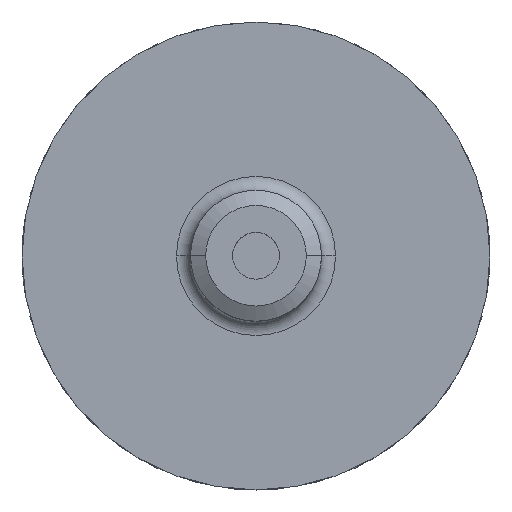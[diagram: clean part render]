
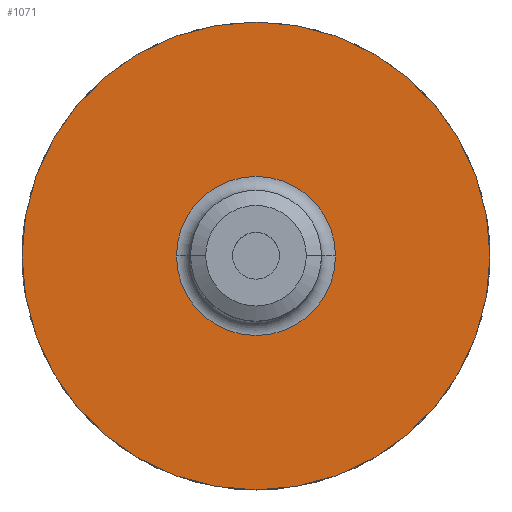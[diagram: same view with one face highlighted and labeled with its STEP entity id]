
A CAD part, top view. The second image highlights one B-rep face of the part: STEP entity #1071.
In plain terms, the highlighted planar face has unit normal (0, 0, 1).
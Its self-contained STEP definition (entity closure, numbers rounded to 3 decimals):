
#45 = DIRECTION ( 'NONE',  ( 0., 0., -1. ) ) ;
#59 = CIRCLE ( 'NONE', #1816, 50. ) ;
#66 = CARTESIAN_POINT ( 'NONE',  ( -50., 0., 38. ) ) ;
#107 = CARTESIAN_POINT ( 'NONE',  ( 0., 0., 38. ) ) ;
#141 = VERTEX_POINT ( 'NONE', #1885 ) ;
#142 = AXIS2_PLACEMENT_3D ( 'NONE', #1506, #1220, #1830 ) ;
#193 = PLANE ( 'NONE',  #445 ) ;
#199 = DIRECTION ( 'NONE',  ( 0., 0., -1. ) ) ;
#361 = CARTESIAN_POINT ( 'NONE',  ( -17., 0., 38. ) ) ;
#403 = DIRECTION ( 'NONE',  ( 0., 0., -1. ) ) ;
#445 = AXIS2_PLACEMENT_3D ( 'NONE', #1687, #1803, #486 ) ;
#486 = DIRECTION ( 'NONE',  ( -1., 0., 0. ) ) ;
#523 = CARTESIAN_POINT ( 'NONE',  ( 0., 0., 38. ) ) ;
#571 = EDGE_CURVE ( 'NONE', #1729, #141, #1396, .T. ) ;
#598 = ORIENTED_EDGE ( 'NONE', *, *, #1761, .T. ) ;
#673 = ORIENTED_EDGE ( 'NONE', *, *, #1532, .F. ) ;
#706 = FACE_OUTER_BOUND ( 'NONE', #970, .T. ) ;
#832 = ORIENTED_EDGE ( 'NONE', *, *, #1849, .F. ) ;
#842 = DIRECTION ( 'NONE',  ( -1., 0., 0. ) ) ;
#949 = DIRECTION ( 'NONE',  ( -1., 0., 0. ) ) ;
#962 = CARTESIAN_POINT ( 'NONE',  ( 0., 0., 38. ) ) ;
#970 = EDGE_LOOP ( 'NONE', ( #673, #832 ) ) ;
#1047 = AXIS2_PLACEMENT_3D ( 'NONE', #962, #45, #949 ) ;
#1060 = FACE_BOUND ( 'NONE', #1179, .T. ) ;
#1071 = ADVANCED_FACE ( 'NONE', ( #1060, #706 ), #193, .F. ) ;
#1087 = AXIS2_PLACEMENT_3D ( 'NONE', #523, #199, #1100 ) ;
#1100 = DIRECTION ( 'NONE',  ( -1., 0., 0. ) ) ;
#1111 = VERTEX_POINT ( 'NONE', #66 ) ;
#1179 = EDGE_LOOP ( 'NONE', ( #1531, #598 ) ) ;
#1220 = DIRECTION ( 'NONE',  ( 0., 0., -1. ) ) ;
#1396 = CIRCLE ( 'NONE', #142, 17. ) ;
#1413 = CIRCLE ( 'NONE', #1087, 17. ) ;
#1506 = CARTESIAN_POINT ( 'NONE',  ( 0., 0., 38. ) ) ;
#1531 = ORIENTED_EDGE ( 'NONE', *, *, #571, .T. ) ;
#1532 = EDGE_CURVE ( 'NONE', #1111, #1679, #1602, .T. ) ;
#1602 = CIRCLE ( 'NONE', #1047, 50. ) ;
#1679 = VERTEX_POINT ( 'NONE', #1894 ) ;
#1687 = CARTESIAN_POINT ( 'NONE',  ( 0., 0., 38. ) ) ;
#1729 = VERTEX_POINT ( 'NONE', #361 ) ;
#1761 = EDGE_CURVE ( 'NONE', #141, #1729, #1413, .T. ) ;
#1803 = DIRECTION ( 'NONE',  ( 0., 0., -1. ) ) ;
#1816 = AXIS2_PLACEMENT_3D ( 'NONE', #107, #403, #842 ) ;
#1830 = DIRECTION ( 'NONE',  ( -1., 0., 0. ) ) ;
#1849 = EDGE_CURVE ( 'NONE', #1679, #1111, #59, .T. ) ;
#1885 = CARTESIAN_POINT ( 'NONE',  ( 17., 0., 38. ) ) ;
#1894 = CARTESIAN_POINT ( 'NONE',  ( 50., 0., 38. ) ) ;
